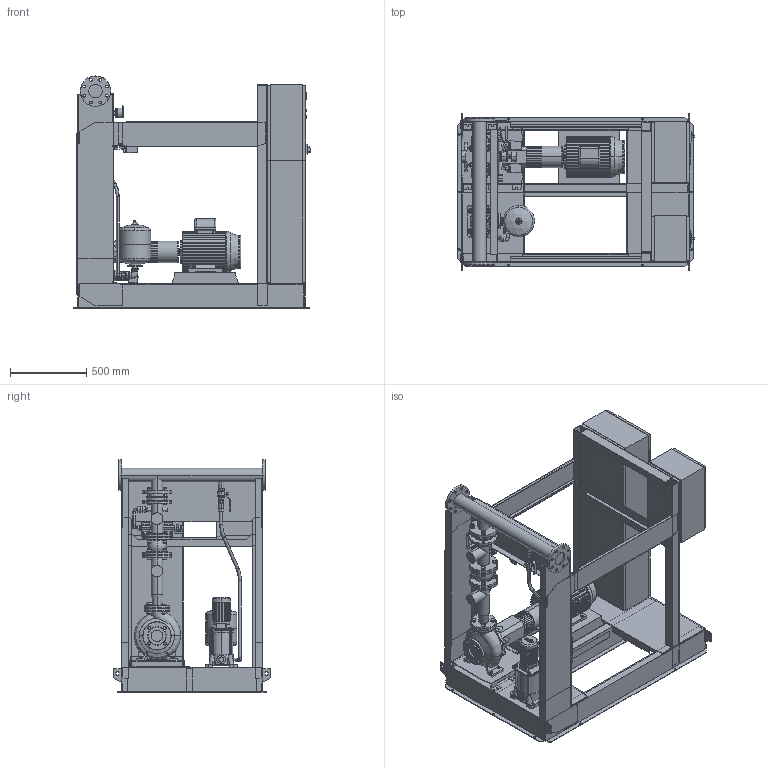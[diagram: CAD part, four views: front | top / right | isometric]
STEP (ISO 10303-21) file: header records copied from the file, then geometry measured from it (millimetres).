
FILE_DESCRIPTION((''),'2;1');
FILE_NAME('3d_Sifire-EN-50_160-154-7.5_0.55EJ-4183738.stp','2015-05-26T07:13:02',(''),(''),'Mechanical Desktop 2009','Mechanical Desktop 2009',', , ');
FILE_SCHEMA(('CONFIG_CONTROL_DESIGN'));
Length unit declared in the file: millimetre
Products named in the file (1): Product
Bounding box: 1554.5 x 1026 x 1520 mm (x, y, z)
Volume: 258806686.3 mm3; surface area: 21327930.2 mm2
Topology: 137 solids, 137 shells, 3565 faces, 8729 edges, 5570 vertices
Faces by surface type: plane 1410, bspline 1019, cylinder 748, cone 266, torus 94, sphere 28
Entity records: 116350 total; most frequent: CARTESIAN_POINT 36248, ORIENTED_EDGE 17410, DIRECTION 15227, EDGE_CURVE 8705, VERTEX_POINT 5569, AXIS2_PLACEMENT_3D 5106, VECTOR 5015, LINE 5015
